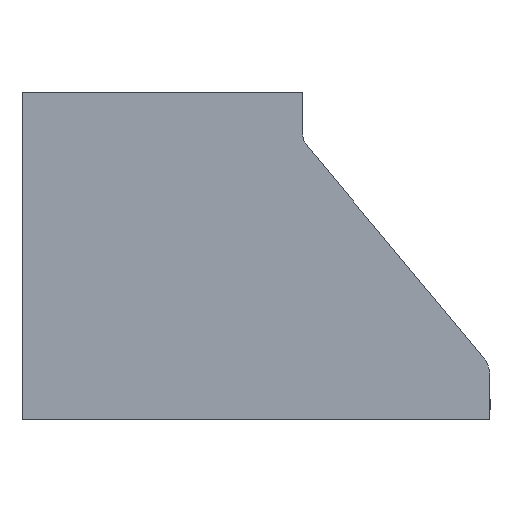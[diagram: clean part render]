
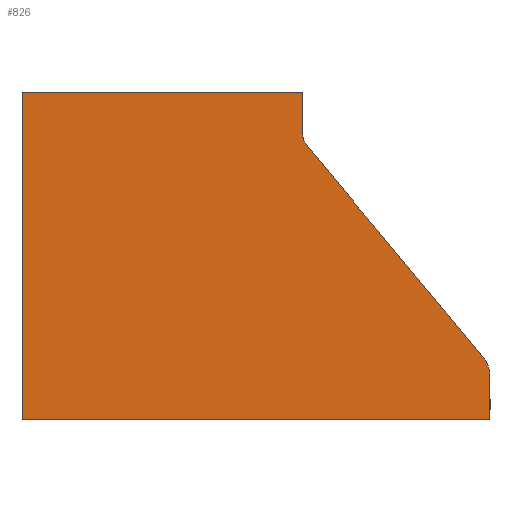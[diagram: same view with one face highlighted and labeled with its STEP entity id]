
A CAD part, front view. The second image highlights one B-rep face of the part: STEP entity #826.
In plain terms, the highlighted planar face has unit normal (0, -1, 0).
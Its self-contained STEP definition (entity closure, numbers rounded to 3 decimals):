
#2 = VERTEX_POINT ( 'NONE', #977 ) ;
#6 = VERTEX_POINT ( 'NONE', #983 ) ;
#11 = VERTEX_POINT ( 'NONE', #979 ) ;
#40 = VERTEX_POINT ( 'NONE', #1165 ) ;
#45 = VERTEX_POINT ( 'NONE', #1194 ) ;
#50 = VERTEX_POINT ( 'NONE', #1137 ) ;
#51 = VERTEX_POINT ( 'NONE', #1138 ) ;
#64 = VERTEX_POINT ( 'NONE', #1133 ) ;
#125 = ORIENTED_EDGE ( 'NONE', *, *, #429, .T. ) ;
#127 = ORIENTED_EDGE ( 'NONE', *, *, #307, .T. ) ;
#128 = ORIENTED_EDGE ( 'NONE', *, *, #305, .T. ) ;
#131 = ORIENTED_EDGE ( 'NONE', *, *, #306, .T. ) ;
#132 = ORIENTED_EDGE ( 'NONE', *, *, #288, .F. ) ;
#133 = ORIENTED_EDGE ( 'NONE', *, *, #445, .T. ) ;
#136 = ORIENTED_EDGE ( 'NONE', *, *, #392, .F. ) ;
#137 = ORIENTED_EDGE ( 'NONE', *, *, #304, .F. ) ;
#288 = EDGE_CURVE ( 'NONE', #40, #51, #1008, .T. ) ;
#304 = EDGE_CURVE ( 'NONE', #51, #64, #1031, .T. ) ;
#305 = EDGE_CURVE ( 'NONE', #6, #2, #1038, .T. ) ;
#306 = EDGE_CURVE ( 'NONE', #50, #6, #1037, .T. ) ;
#307 = EDGE_CURVE ( 'NONE', #2, #11, #1042, .T. ) ;
#317 = AXIS2_PLACEMENT_3D ( 'NONE', #835, #836, #837 ) ;
#392 = EDGE_CURVE ( 'NONE', #64, #45, #1107, .T. ) ;
#414 = AXIS2_PLACEMENT_3D ( 'NONE', #756, #760, #719 ) ;
#415 = AXIS2_PLACEMENT_3D ( 'NONE', #725, #723, #715 ) ;
#429 = EDGE_CURVE ( 'NONE', #11, #45, #472, .T. ) ;
#445 = EDGE_CURVE ( 'NONE', #40, #50, #500, .T. ) ;
#472 = LINE ( 'NONE', #682, #475 ) ;
#475 = VECTOR ( 'NONE', #678, 1000. ) ;
#500 = LINE ( 'NONE', #661, #502 ) ;
#502 = VECTOR ( 'NONE', #660, 1000. ) ;
#515 = FACE_OUTER_BOUND ( 'NONE', #997, .T. ) ;
#604 = CARTESIAN_POINT ( 'NONE',  ( -150., 0., 0. ) ) ;
#605 = DIRECTION ( 'NONE',  ( 1., 0., 0. ) ) ;
#660 = DIRECTION ( 'NONE',  ( 0., 0., 1. ) ) ;
#661 = CARTESIAN_POINT ( 'NONE',  ( 650., 0., -302.603 ) ) ;
#678 = DIRECTION ( 'NONE',  ( 0., 0., 1. ) ) ;
#682 = CARTESIAN_POINT ( 'NONE',  ( 450., 0., 0. ) ) ;
#715 = DIRECTION ( 'NONE',  ( 0., 0., 1. ) ) ;
#717 = DIRECTION ( 'NONE',  ( -0.64, 0., 0.768 ) ) ;
#719 = DIRECTION ( 'NONE',  ( 0., 0., 1. ) ) ;
#723 = DIRECTION ( 'NONE',  ( 0., -1., 0. ) ) ;
#724 = DIRECTION ( 'NONE',  ( 0., 0., 1. ) ) ;
#725 = CARTESIAN_POINT ( 'NONE',  ( 620., 0., -302.603 ) ) ;
#742 = CARTESIAN_POINT ( 'NONE',  ( 150., 0., 0. ) ) ;
#743 = CARTESIAN_POINT ( 'NONE',  ( 454.636, 0., -57.304 ) ) ;
#756 = CARTESIAN_POINT ( 'NONE',  ( 470., 0., -44.501 ) ) ;
#760 = DIRECTION ( 'NONE',  ( 0., 1., 0. ) ) ;
#826 = ADVANCED_FACE ( 'NONE', ( #515 ), #833, .F. ) ;
#833 = PLANE ( 'NONE',  #317 ) ;
#835 = CARTESIAN_POINT ( 'NONE',  ( -170., 0., -44.501 ) ) ;
#836 = DIRECTION ( 'NONE',  ( 0., 1., 0. ) ) ;
#837 = DIRECTION ( 'NONE',  ( 0., 0., 1. ) ) ;
#977 = CARTESIAN_POINT ( 'NONE',  ( 454.636, 0., -57.304 ) ) ;
#979 = CARTESIAN_POINT ( 'NONE',  ( 450., 0., -44.501 ) ) ;
#983 = CARTESIAN_POINT ( 'NONE',  ( 643.047, 0., -283.398 ) ) ;
#997 = EDGE_LOOP ( 'NONE', ( #136, #137, #132, #133, #131, #128, #127, #125 ) ) ;
#1008 = LINE ( 'NONE', #1154, #1010 ) ;
#1010 = VECTOR ( 'NONE', #1155, 1000. ) ;
#1031 = LINE ( 'NONE', #742, #1039 ) ;
#1037 = CIRCLE ( 'NONE', #415, 30. ) ;
#1038 = LINE ( 'NONE', #743, #1041 ) ;
#1039 = VECTOR ( 'NONE', #724, 1000. ) ;
#1041 = VECTOR ( 'NONE', #717, 1000. ) ;
#1042 = CIRCLE ( 'NONE', #414, 20. ) ;
#1107 = LINE ( 'NONE', #604, #1110 ) ;
#1110 = VECTOR ( 'NONE', #605, 1000. ) ;
#1133 = CARTESIAN_POINT ( 'NONE',  ( 150., 0., 0. ) ) ;
#1137 = CARTESIAN_POINT ( 'NONE',  ( 650., 0., -302.603 ) ) ;
#1138 = CARTESIAN_POINT ( 'NONE',  ( 150., 0., -350. ) ) ;
#1154 = CARTESIAN_POINT ( 'NONE',  ( -350., 0., -350. ) ) ;
#1155 = DIRECTION ( 'NONE',  ( -1., 0., 0. ) ) ;
#1165 = CARTESIAN_POINT ( 'NONE',  ( 650., 0., -350. ) ) ;
#1194 = CARTESIAN_POINT ( 'NONE',  ( 450., 0., 0. ) ) ;
